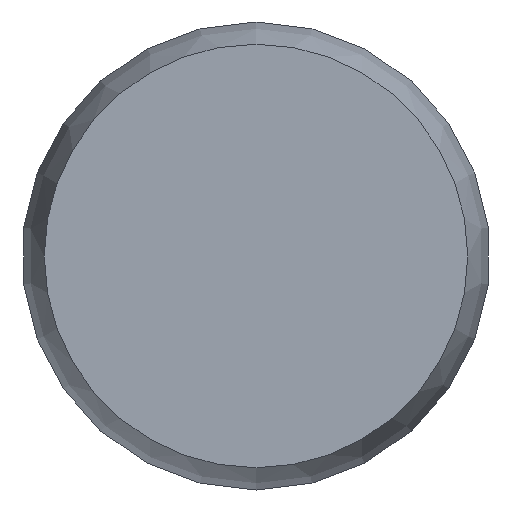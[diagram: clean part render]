
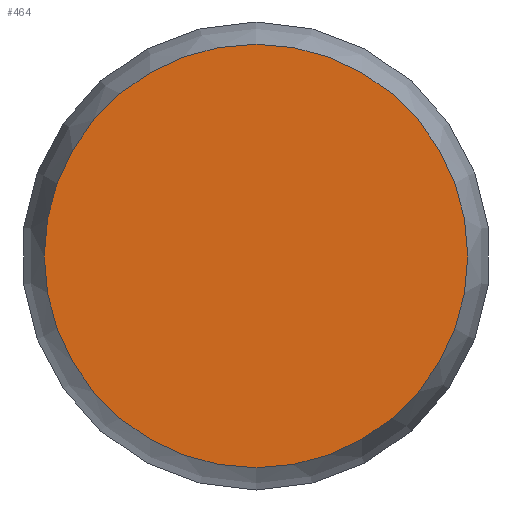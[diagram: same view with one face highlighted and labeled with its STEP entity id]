
A CAD part, left-side view. The second image highlights one B-rep face of the part: STEP entity #464.
In plain terms, the highlighted planar face has unit normal (-1, 0, 0).
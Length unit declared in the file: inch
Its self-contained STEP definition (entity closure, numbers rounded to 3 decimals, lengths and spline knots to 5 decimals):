
#186 = PLANE ( 'NONE',  #1046 ) ;
#464 = ADVANCED_FACE ( 'NONE', ( #2098 ), #186, .F. ) ;
#890 = DIRECTION ( 'NONE',  ( 1., 0., 0. ) ) ;
#1046 = AXIS2_PLACEMENT_3D ( 'NONE', #2838, #890, #1136 ) ;
#1136 = DIRECTION ( 'NONE',  ( 0., 0., -1. ) ) ;
#1272 = VERTEX_POINT ( 'NONE', #1936 ) ;
#1342 = AXIS2_PLACEMENT_3D ( 'NONE', #2348, #3065, #1875 ) ;
#1401 = ORIENTED_EDGE ( 'NONE', *, *, #2836, .T. ) ;
#1636 = CIRCLE ( 'NONE', #1342, 0.01875 ) ;
#1875 = DIRECTION ( 'NONE',  ( 0., 0., 1. ) ) ;
#1936 = CARTESIAN_POINT ( 'NONE',  ( 0., 0., 0.01875 ) ) ;
#2098 = FACE_OUTER_BOUND ( 'NONE', #2509, .T. ) ;
#2348 = CARTESIAN_POINT ( 'NONE',  ( 0., 0., 0. ) ) ;
#2509 = EDGE_LOOP ( 'NONE', ( #1401 ) ) ;
#2836 = EDGE_CURVE ( 'NONE', #1272, #1272, #1636, .T. ) ;
#2838 = CARTESIAN_POINT ( 'NONE',  ( 0., 0.01595, 0. ) ) ;
#3065 = DIRECTION ( 'NONE',  ( -1., 0., 0. ) ) ;
